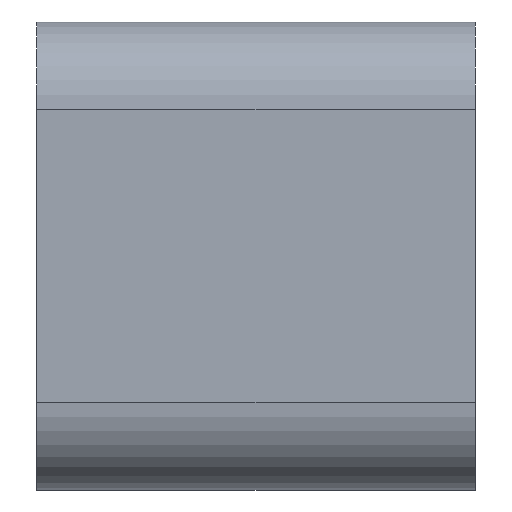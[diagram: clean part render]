
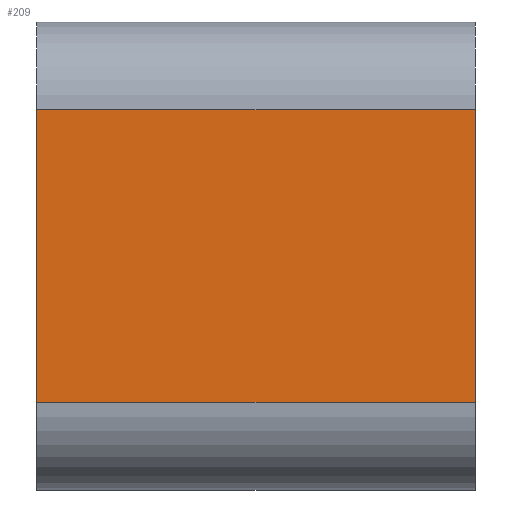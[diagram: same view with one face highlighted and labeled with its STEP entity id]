
A CAD part, left-side view. The second image highlights one B-rep face of the part: STEP entity #209.
In plain terms, the highlighted planar face has unit normal (-1, 0, 0).
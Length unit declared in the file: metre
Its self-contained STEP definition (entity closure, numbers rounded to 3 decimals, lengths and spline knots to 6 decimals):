
#38=ORIENTED_EDGE('',*,*,#96,.T.);
#39=ORIENTED_EDGE('',*,*,#95,.F.);
#40=ORIENTED_EDGE('',*,*,#97,.F.);
#41=ORIENTED_EDGE('',*,*,#98,.T.);
#95=EDGE_CURVE('',#124,#122,#142,.T.);
#96=EDGE_CURVE('',#125,#122,#143,.T.);
#97=EDGE_CURVE('',#126,#124,#144,.T.);
#98=EDGE_CURVE('',#126,#125,#145,.T.);
#122=VERTEX_POINT('',#336);
#124=VERTEX_POINT('',#340);
#125=VERTEX_POINT('',#344);
#126=VERTEX_POINT('',#346);
#142=LINE('',#341,#159);
#143=LINE('',#343,#160);
#144=LINE('',#345,#161);
#145=LINE('',#347,#162);
#159=VECTOR('',#271,1.);
#160=VECTOR('',#274,1.);
#161=VECTOR('',#275,1.);
#162=VECTOR('',#276,1.);
#173=EDGE_LOOP('',(#38,#39,#40,#41));
#188=FACE_BOUND('',#173,.T.);
#202=PLANE('',#236);
#209=ADVANCED_FACE('',(#188),#202,.F.);
#236=AXIS2_PLACEMENT_3D('',#342,#272,#273);
#271=DIRECTION('',(0.,1.,0.));
#272=DIRECTION('',(1.,0.,0.));
#273=DIRECTION('',(0.,1.,0.));
#274=DIRECTION('',(0.,0.,-1.));
#275=DIRECTION('',(0.,0.,-1.));
#276=DIRECTION('',(0.,1.,0.));
#336=CARTESIAN_POINT('',(-0.044,0.032,0.031));
#340=CARTESIAN_POINT('',(-0.044,0.017,0.031));
#341=CARTESIAN_POINT('',(-0.044,0.017,0.031));
#342=CARTESIAN_POINT('',(-0.044,0.017,0.036));
#343=CARTESIAN_POINT('',(-0.044,0.032,0.036));
#344=CARTESIAN_POINT('',(-0.044,0.032,0.041));
#345=CARTESIAN_POINT('',(-0.044,0.017,0.036));
#346=CARTESIAN_POINT('',(-0.044,0.017,0.041));
#347=CARTESIAN_POINT('',(-0.044,0.017,0.041));
